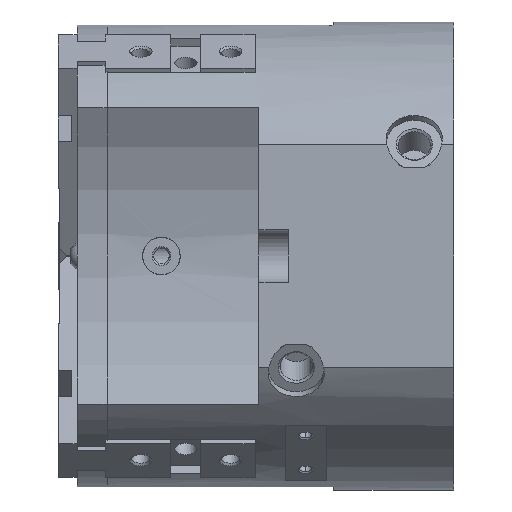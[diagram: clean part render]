
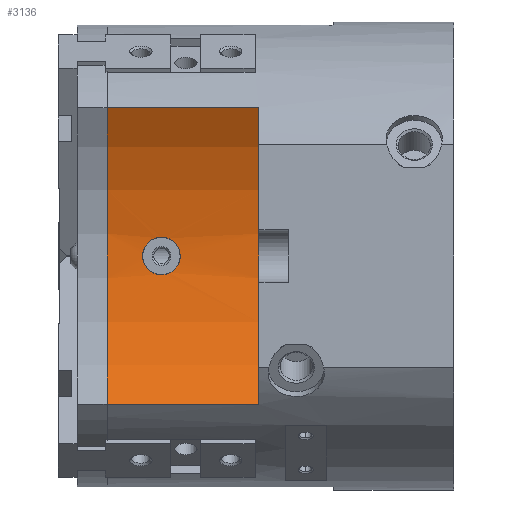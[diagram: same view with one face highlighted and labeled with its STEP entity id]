
A CAD part, left-side view. The second image highlights one B-rep face of the part: STEP entity #3136.
In plain terms, the highlighted cylindrical face has radius 75 mm (diameter 150 mm), a partial arc.
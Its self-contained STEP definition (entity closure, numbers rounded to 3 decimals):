
#2496 = VERTEX_POINT( '', #7171 );
#3136 = ADVANCED_FACE( '', ( #7885, #7886 ), #7887, .F. );
#3200 = VERTEX_POINT( '', #7958 );
#3220 = VERTEX_POINT( '', #7980 );
#3312 = EDGE_CURVE( '', #3200, #5594, #8083, .T. );
#4378 = EDGE_CURVE( '', #3220, #2496, #9254, .T. );
#5388 = EDGE_CURVE( '', #2496, #3220, #10393, .T. );
#5586 = VERTEX_POINT( '', #10620 );
#5594 = VERTEX_POINT( '', #10628 );
#5938 = EDGE_CURVE( '', #6052, #3200, #11010, .T. );
#6052 = VERTEX_POINT( '', #11138 );
#6662 = EDGE_CURVE( '', #5594, #5586, #11803, .T. );
#6700 = EDGE_CURVE( '', #6052, #5586, #11845, .T. );
#7171 = CARTESIAN_POINT( '', ( -37.167, 78., 5. ) );
#7885 = FACE_OUTER_BOUND( '', #13447, .T. );
#7886 = FACE_BOUND( '', #13448, .T. );
#7887 = CYLINDRICAL_SURFACE( '', #13449, 75. );
#7958 = CARTESIAN_POINT( '', ( -48.327, 52., 39.633 ) );
#7980 = CARTESIAN_POINT( '', ( -37.167, 78., -5. ) );
#8083 = CIRCLE( '', #13710, 75. );
#9254 = B_SPLINE_CURVE_WITH_KNOTS( '', 3, ( #15349, #15350, #15351, #15352, #15353, #15354, #15355, #15356, #15357, #15358, #15359, #15360, #15361, #15362, #15363, #15364, #15365, #15366, #15367, #15368, #15369, #15370, #15371, #15372, #15373, #15374, #15375, #15376, #15377, #15378, #15379, #15380, #15381, #15382 ), .UNSPECIFIED., .F., .F., ( 4, 2, 2, 2, 2, 2, 2, 2, 2, 2, 2, 2, 2, 2, 2, 2, 4 ), ( 15.072, 16.014, 16.956, 17.898, 18.84, 19.782, 20.724, 21.666, 22.608, 23.55, 24.492, 25.434, 26.376, 27.318, 28.26, 29.203, 30.145 ), .UNSPECIFIED. );
#10393 = B_SPLINE_CURVE_WITH_KNOTS( '', 3, ( #17004, #17005, #17006, #17007, #17008, #17009, #17010, #17011, #17012, #17013, #17014, #17015, #17016, #17017, #17018, #17019, #17020, #17021, #17022, #17023, #17024, #17025, #17026, #17027, #17028, #17029, #17030, #17031, #17032, #17033, #17034, #17035, #17036, #17037 ), .UNSPECIFIED., .F., .F., ( 4, 2, 2, 2, 2, 2, 2, 2, 2, 2, 2, 2, 2, 2, 2, 2, 4 ), ( 0., 0.942, 1.884, 2.826, 3.768, 4.71, 5.652, 6.594, 7.536, 8.478, 9.42, 10.362, 11.304, 12.246, 13.188, 14.13, 15.072 ), .UNSPECIFIED. );
#10620 = CARTESIAN_POINT( '', ( -48.327, 92.49, -39.633 ) );
#10628 = CARTESIAN_POINT( '', ( -48.327, 52., -39.633 ) );
#11010 = LINE( '', #17974, #17975 );
#11138 = CARTESIAN_POINT( '', ( -48.327, 92.49, 39.633 ) );
#11803 = LINE( '', #19232, #19233 );
#11845 = CIRCLE( '', #19327, 75. );
#13447 = EDGE_LOOP( '', ( #20928, #20929, #20930, #20931 ) );
#13448 = EDGE_LOOP( '', ( #20932, #20933 ) );
#13449 = AXIS2_PLACEMENT_3D( '', #20934, #20935, #20936 );
#13710 = AXIS2_PLACEMENT_3D( '', #21138, #21139, #21140 );
#15349 = CARTESIAN_POINT( '', ( -37.167, 78., -5. ) );
#15350 = CARTESIAN_POINT( '', ( -37.167, 78.314, -5. ) );
#15351 = CARTESIAN_POINT( '', ( -37.165, 78.639, -4.97 ) );
#15352 = CARTESIAN_POINT( '', ( -37.157, 79.285, -4.843 ) );
#15353 = CARTESIAN_POINT( '', ( -37.15, 79.606, -4.747 ) );
#15354 = CARTESIAN_POINT( '', ( -37.135, 80.222, -4.492 ) );
#15355 = CARTESIAN_POINT( '', ( -37.125, 80.517, -4.333 ) );
#15356 = CARTESIAN_POINT( '', ( -37.105, 81.063, -3.966 ) );
#15357 = CARTESIAN_POINT( '', ( -37.094, 81.314, -3.757 ) );
#15358 = CARTESIAN_POINT( '', ( -37.073, 81.757, -3.314 ) );
#15359 = CARTESIAN_POINT( '', ( -37.062, 81.966, -3.063 ) );
#15360 = CARTESIAN_POINT( '', ( -37.042, 82.333, -2.517 ) );
#15361 = CARTESIAN_POINT( '', ( -37.032, 82.492, -2.222 ) );
#15362 = CARTESIAN_POINT( '', ( -37.017, 82.747, -1.606 ) );
#15363 = CARTESIAN_POINT( '', ( -37.01, 82.843, -1.285 ) );
#15364 = CARTESIAN_POINT( '', ( -37.002, 82.97, -0.639 ) );
#15365 = CARTESIAN_POINT( '', ( -37., 83., -0.314 ) );
#15366 = CARTESIAN_POINT( '', ( -37., 83., 0.314 ) );
#15367 = CARTESIAN_POINT( '', ( -37.002, 82.97, 0.639 ) );
#15368 = CARTESIAN_POINT( '', ( -37.01, 82.843, 1.285 ) );
#15369 = CARTESIAN_POINT( '', ( -37.017, 82.747, 1.606 ) );
#15370 = CARTESIAN_POINT( '', ( -37.032, 82.492, 2.222 ) );
#15371 = CARTESIAN_POINT( '', ( -37.042, 82.333, 2.517 ) );
#15372 = CARTESIAN_POINT( '', ( -37.062, 81.966, 3.063 ) );
#15373 = CARTESIAN_POINT( '', ( -37.073, 81.757, 3.314 ) );
#15374 = CARTESIAN_POINT( '', ( -37.094, 81.314, 3.757 ) );
#15375 = CARTESIAN_POINT( '', ( -37.105, 81.063, 3.966 ) );
#15376 = CARTESIAN_POINT( '', ( -37.125, 80.517, 4.333 ) );
#15377 = CARTESIAN_POINT( '', ( -37.135, 80.222, 4.492 ) );
#15378 = CARTESIAN_POINT( '', ( -37.15, 79.606, 4.747 ) );
#15379 = CARTESIAN_POINT( '', ( -37.157, 79.285, 4.843 ) );
#15380 = CARTESIAN_POINT( '', ( -37.165, 78.639, 4.97 ) );
#15381 = CARTESIAN_POINT( '', ( -37.167, 78.314, 5. ) );
#15382 = CARTESIAN_POINT( '', ( -37.167, 78., 5. ) );
#17004 = CARTESIAN_POINT( '', ( -37.167, 78., 5. ) );
#17005 = CARTESIAN_POINT( '', ( -37.167, 77.686, 5. ) );
#17006 = CARTESIAN_POINT( '', ( -37.165, 77.361, 4.97 ) );
#17007 = CARTESIAN_POINT( '', ( -37.157, 76.715, 4.843 ) );
#17008 = CARTESIAN_POINT( '', ( -37.15, 76.394, 4.747 ) );
#17009 = CARTESIAN_POINT( '', ( -37.135, 75.778, 4.492 ) );
#17010 = CARTESIAN_POINT( '', ( -37.125, 75.483, 4.333 ) );
#17011 = CARTESIAN_POINT( '', ( -37.105, 74.937, 3.966 ) );
#17012 = CARTESIAN_POINT( '', ( -37.094, 74.686, 3.757 ) );
#17013 = CARTESIAN_POINT( '', ( -37.073, 74.243, 3.314 ) );
#17014 = CARTESIAN_POINT( '', ( -37.062, 74.034, 3.063 ) );
#17015 = CARTESIAN_POINT( '', ( -37.042, 73.667, 2.517 ) );
#17016 = CARTESIAN_POINT( '', ( -37.032, 73.508, 2.222 ) );
#17017 = CARTESIAN_POINT( '', ( -37.017, 73.253, 1.606 ) );
#17018 = CARTESIAN_POINT( '', ( -37.01, 73.157, 1.285 ) );
#17019 = CARTESIAN_POINT( '', ( -37.002, 73.03, 0.639 ) );
#17020 = CARTESIAN_POINT( '', ( -37., 73., 0.314 ) );
#17021 = CARTESIAN_POINT( '', ( -37., 73., -0.314 ) );
#17022 = CARTESIAN_POINT( '', ( -37.002, 73.03, -0.639 ) );
#17023 = CARTESIAN_POINT( '', ( -37.01, 73.157, -1.285 ) );
#17024 = CARTESIAN_POINT( '', ( -37.017, 73.253, -1.606 ) );
#17025 = CARTESIAN_POINT( '', ( -37.032, 73.508, -2.222 ) );
#17026 = CARTESIAN_POINT( '', ( -37.042, 73.667, -2.517 ) );
#17027 = CARTESIAN_POINT( '', ( -37.062, 74.034, -3.063 ) );
#17028 = CARTESIAN_POINT( '', ( -37.073, 74.243, -3.314 ) );
#17029 = CARTESIAN_POINT( '', ( -37.094, 74.686, -3.757 ) );
#17030 = CARTESIAN_POINT( '', ( -37.105, 74.937, -3.966 ) );
#17031 = CARTESIAN_POINT( '', ( -37.125, 75.483, -4.333 ) );
#17032 = CARTESIAN_POINT( '', ( -37.135, 75.778, -4.492 ) );
#17033 = CARTESIAN_POINT( '', ( -37.15, 76.394, -4.747 ) );
#17034 = CARTESIAN_POINT( '', ( -37.157, 76.715, -4.843 ) );
#17035 = CARTESIAN_POINT( '', ( -37.165, 77.361, -4.97 ) );
#17036 = CARTESIAN_POINT( '', ( -37.167, 77.686, -5. ) );
#17037 = CARTESIAN_POINT( '', ( -37.167, 78., -5. ) );
#17974 = CARTESIAN_POINT( '', ( -48.327, 100.5, 39.633 ) );
#17975 = VECTOR( '', #24568, 1. );
#19232 = CARTESIAN_POINT( '', ( -48.327, 100.5, -39.633 ) );
#19233 = VECTOR( '', #25412, 1. );
#19327 = AXIS2_PLACEMENT_3D( '', #25463, #25464, #25465 );
#20928 = ORIENTED_EDGE( '', *, *, #6700, .T. );
#20929 = ORIENTED_EDGE( '', *, *, #6662, .F. );
#20930 = ORIENTED_EDGE( '', *, *, #3312, .F. );
#20931 = ORIENTED_EDGE( '', *, *, #5938, .F. );
#20932 = ORIENTED_EDGE( '', *, *, #5388, .T. );
#20933 = ORIENTED_EDGE( '', *, *, #4378, .T. );
#20934 = CARTESIAN_POINT( '', ( -112., 100.5, 0. ) );
#20935 = DIRECTION( '', ( 0., 1., 0. ) );
#20936 = DIRECTION( '', ( 0.83, 0., -0.558 ) );
#21138 = CARTESIAN_POINT( '', ( -112., 52., 0. ) );
#21139 = DIRECTION( '', ( 0., 1., 0. ) );
#21140 = DIRECTION( '', ( 0.83, 0., -0.558 ) );
#24568 = DIRECTION( '', ( 0., -1., 0. ) );
#25412 = DIRECTION( '', ( 0., 1., 0. ) );
#25463 = CARTESIAN_POINT( '', ( -112., 92.49, 0. ) );
#25464 = DIRECTION( '', ( 0., 1., 0. ) );
#25465 = DIRECTION( '', ( 0.83, 0., -0.558 ) );
